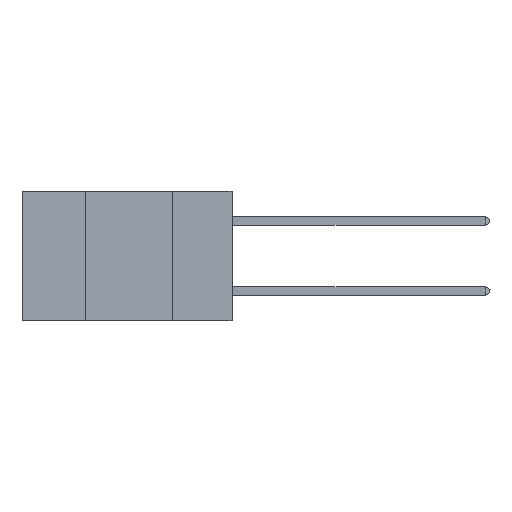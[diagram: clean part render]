
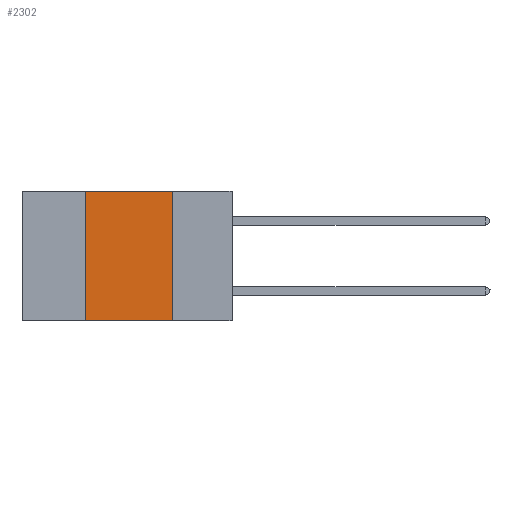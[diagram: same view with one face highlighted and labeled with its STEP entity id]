
A CAD part, left-side view. The second image highlights one B-rep face of the part: STEP entity #2302.
In plain terms, the highlighted planar face has unit normal (-1, 0, 0).
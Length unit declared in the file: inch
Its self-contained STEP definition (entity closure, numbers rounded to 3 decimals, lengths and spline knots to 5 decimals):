
#401 = CARTESIAN_POINT ( 'NONE',  ( 0., 0.42, 0. ) ) ;
#1904 = CARTESIAN_POINT ( 'NONE',  ( 0., 0.6, 0. ) ) ;
#2250 = CARTESIAN_POINT ( 'NONE',  ( 0., 0.6, 0. ) ) ;
#2302 = ADVANCED_FACE ( 'NONE', ( #13210 ), #13662, .F. ) ;
#2534 = DIRECTION ( 'NONE',  ( 0., 0., -1. ) ) ;
#3326 = VECTOR ( 'NONE', #20115, 39.37008 ) ;
#4255 = CARTESIAN_POINT ( 'NONE',  ( 0., 0.42, -0.37 ) ) ;
#5008 = DIRECTION ( 'NONE',  ( 0., 0., 1. ) ) ;
#6026 = CARTESIAN_POINT ( 'NONE',  ( 0., 0.17, 0. ) ) ;
#6746 = LINE ( 'NONE', #18008, #3326 ) ;
#6806 = CARTESIAN_POINT ( 'NONE',  ( 0., 0.17, 0. ) ) ;
#7980 = CARTESIAN_POINT ( 'NONE',  ( 0., 0.42, 0. ) ) ;
#8232 = ORIENTED_EDGE ( 'NONE', *, *, #17596, .T. ) ;
#9043 = DIRECTION ( 'NONE',  ( 0., -1., 0. ) ) ;
#10390 = DIRECTION ( 'NONE',  ( 1., 0., 0. ) ) ;
#10477 = VERTEX_POINT ( 'NONE', #4255 ) ;
#10829 = ORIENTED_EDGE ( 'NONE', *, *, #16507, .F. ) ;
#11853 = CARTESIAN_POINT ( 'NONE',  ( 0., 0.17, -0.37 ) ) ;
#11930 = VECTOR ( 'NONE', #9043, 39.37008 ) ;
#11947 = AXIS2_PLACEMENT_3D ( 'NONE', #1904, #10390, #12103 ) ;
#12103 = DIRECTION ( 'NONE',  ( 0., 0., -1. ) ) ;
#12177 = VERTEX_POINT ( 'NONE', #11853 ) ;
#12542 = VECTOR ( 'NONE', #5008, 39.37008 ) ;
#12743 = LINE ( 'NONE', #6026, #13780 ) ;
#13210 = FACE_OUTER_BOUND ( 'NONE', #20263, .T. ) ;
#13453 = VERTEX_POINT ( 'NONE', #401 ) ;
#13530 = ORIENTED_EDGE ( 'NONE', *, *, #15031, .F. ) ;
#13662 = PLANE ( 'NONE',  #11947 ) ;
#13780 = VECTOR ( 'NONE', #2534, 39.37008 ) ;
#15031 = EDGE_CURVE ( 'NONE', #10477, #13453, #17266, .T. ) ;
#16447 = EDGE_CURVE ( 'NONE', #13453, #19011, #21455, .T. ) ;
#16507 = EDGE_CURVE ( 'NONE', #19011, #12177, #12743, .T. ) ;
#17266 = LINE ( 'NONE', #7980, #12542 ) ;
#17596 = EDGE_CURVE ( 'NONE', #10477, #12177, #6746, .T. ) ;
#18008 = CARTESIAN_POINT ( 'NONE',  ( 0., 0.6, -0.37 ) ) ;
#19011 = VERTEX_POINT ( 'NONE', #6806 ) ;
#20115 = DIRECTION ( 'NONE',  ( 0., -1., 0. ) ) ;
#20263 = EDGE_LOOP ( 'NONE', ( #10829, #21791, #13530, #8232 ) ) ;
#21455 = LINE ( 'NONE', #2250, #11930 ) ;
#21791 = ORIENTED_EDGE ( 'NONE', *, *, #16447, .F. ) ;
